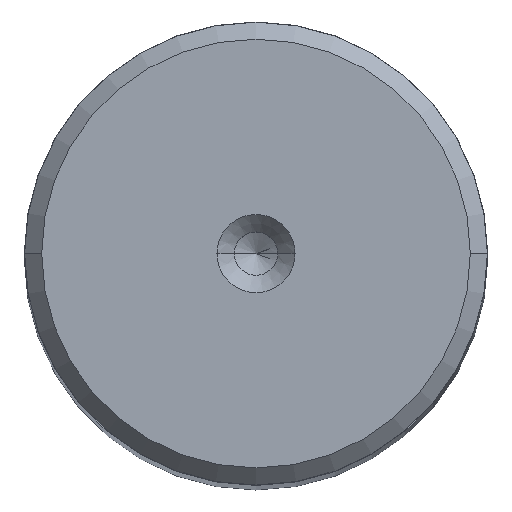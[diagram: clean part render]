
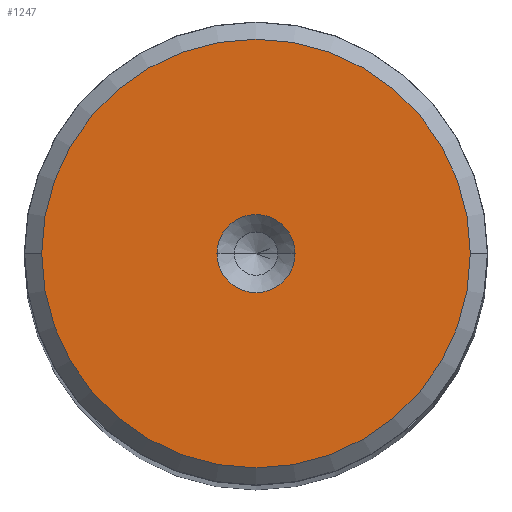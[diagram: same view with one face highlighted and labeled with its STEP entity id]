
A CAD part, top view. The second image highlights one B-rep face of the part: STEP entity #1247.
In plain terms, the highlighted planar face has unit normal (0, 0, 1).
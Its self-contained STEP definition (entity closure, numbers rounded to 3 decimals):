
#27 = AXIS2_PLACEMENT_3D ( 'NONE', #197, #1700, #2554 ) ;
#70 = CARTESIAN_POINT ( 'NONE',  ( 2.7, 0., 190. ) ) ;
#95 = CARTESIAN_POINT ( 'NONE',  ( 0., 0., 190. ) ) ;
#156 = DIRECTION ( 'NONE',  ( 1., 0., 0. ) ) ;
#197 = CARTESIAN_POINT ( 'NONE',  ( 0., 0., 190. ) ) ;
#209 = CARTESIAN_POINT ( 'NONE',  ( 0., 0., 190. ) ) ;
#238 = DIRECTION ( 'NONE',  ( 1., 0., 0. ) ) ;
#347 = CARTESIAN_POINT ( 'NONE',  ( 0., 0., 190. ) ) ;
#466 = CARTESIAN_POINT ( 'NONE',  ( 14.812, 0., 190. ) ) ;
#486 = VERTEX_POINT ( 'NONE', #765 ) ;
#566 = VERTEX_POINT ( 'NONE', #2286 ) ;
#618 = EDGE_CURVE ( 'NONE', #1760, #566, #1833, .T. ) ;
#640 = CIRCLE ( 'NONE', #2461, 14.812 ) ;
#655 = DIRECTION ( 'NONE',  ( 0., 0., 1. ) ) ;
#765 = CARTESIAN_POINT ( 'NONE',  ( -2.7, 0., 190. ) ) ;
#807 = CIRCLE ( 'NONE', #2564, 2.7 ) ;
#1031 = DIRECTION ( 'NONE',  ( 1., 0., 0. ) ) ;
#1032 = EDGE_LOOP ( 'NONE', ( #2444, #1623 ) ) ;
#1146 = VERTEX_POINT ( 'NONE', #70 ) ;
#1247 = ADVANCED_FACE ( 'NONE', ( #2660, #1691 ), #2534, .T. ) ;
#1368 = EDGE_CURVE ( 'NONE', #1146, #486, #807, .T. ) ;
#1593 = ORIENTED_EDGE ( 'NONE', *, *, #618, .T. ) ;
#1594 = DIRECTION ( 'NONE',  ( 0., 0., 1. ) ) ;
#1623 = ORIENTED_EDGE ( 'NONE', *, *, #2075, .F. ) ;
#1646 = EDGE_CURVE ( 'NONE', #566, #1760, #640, .T. ) ;
#1691 = FACE_OUTER_BOUND ( 'NONE', #2304, .T. ) ;
#1700 = DIRECTION ( 'NONE',  ( 0., 0., 1. ) ) ;
#1713 = DIRECTION ( 'NONE',  ( 0., 0., 1. ) ) ;
#1760 = VERTEX_POINT ( 'NONE', #466 ) ;
#1833 = CIRCLE ( 'NONE', #27, 14.812 ) ;
#1937 = ORIENTED_EDGE ( 'NONE', *, *, #1646, .T. ) ;
#1954 = CARTESIAN_POINT ( 'NONE',  ( 0., 0., 190. ) ) ;
#2075 = EDGE_CURVE ( 'NONE', #486, #1146, #2307, .T. ) ;
#2124 = DIRECTION ( 'NONE',  ( 1., 0., 0. ) ) ;
#2133 = AXIS2_PLACEMENT_3D ( 'NONE', #347, #2299, #156 ) ;
#2286 = CARTESIAN_POINT ( 'NONE',  ( -14.812, 0., 190. ) ) ;
#2299 = DIRECTION ( 'NONE',  ( 0., 0., 1. ) ) ;
#2304 = EDGE_LOOP ( 'NONE', ( #1937, #1593 ) ) ;
#2307 = CIRCLE ( 'NONE', #2771, 2.7 ) ;
#2444 = ORIENTED_EDGE ( 'NONE', *, *, #1368, .F. ) ;
#2461 = AXIS2_PLACEMENT_3D ( 'NONE', #1954, #655, #238 ) ;
#2534 = PLANE ( 'NONE',  #2133 ) ;
#2554 = DIRECTION ( 'NONE',  ( 1., 0., 0. ) ) ;
#2564 = AXIS2_PLACEMENT_3D ( 'NONE', #209, #1713, #1031 ) ;
#2660 = FACE_BOUND ( 'NONE', #1032, .T. ) ;
#2771 = AXIS2_PLACEMENT_3D ( 'NONE', #95, #1594, #2124 ) ;
